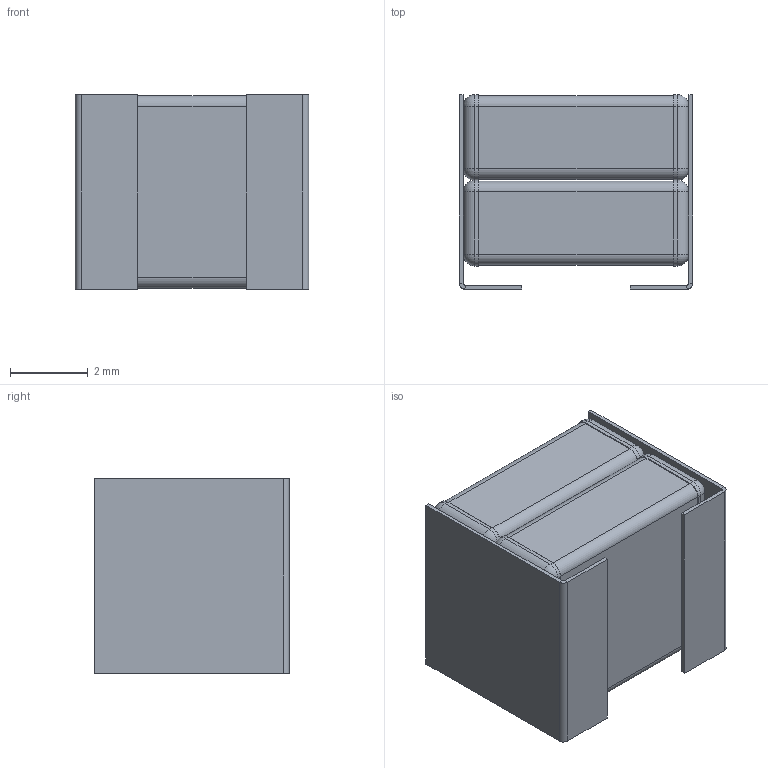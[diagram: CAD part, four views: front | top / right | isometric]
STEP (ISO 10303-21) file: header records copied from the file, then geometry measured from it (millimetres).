
FILE_DESCRIPTION (( 'STEP AP214' ), '1' );
FILE_NAME ('CKG57NX7S2A226M500JH.STEP', '2018-10-06T15:53:08', ( '' ), ( '' ), 'SwSTEP 2.0', 'SolidWorks 2017', '' );
FILE_SCHEMA (( 'AUTOMOTIVE_DESIGN' ));
Length unit declared in the file: millimetre
Products named in the file (1): CKG57NX7S2A226M500JH
Bounding box: 6 x 5 x 5 mm (x, y, z)
Volume: 128.7 mm3; surface area: 415.6 mm2
Topology: 8 solids, 8 shells, 120 faces, 264 edges, 144 vertices
Faces by surface type: plane 60, cylinder 44, sphere 16
Entity records: 3315 total; most frequent: DIRECTION 578, CARTESIAN_POINT 513, ORIENTED_EDGE 496, EDGE_CURVE 248, AXIS2_PLACEMENT_3D 209, LINE 160, VECTOR 160, VERTEX_POINT 144
